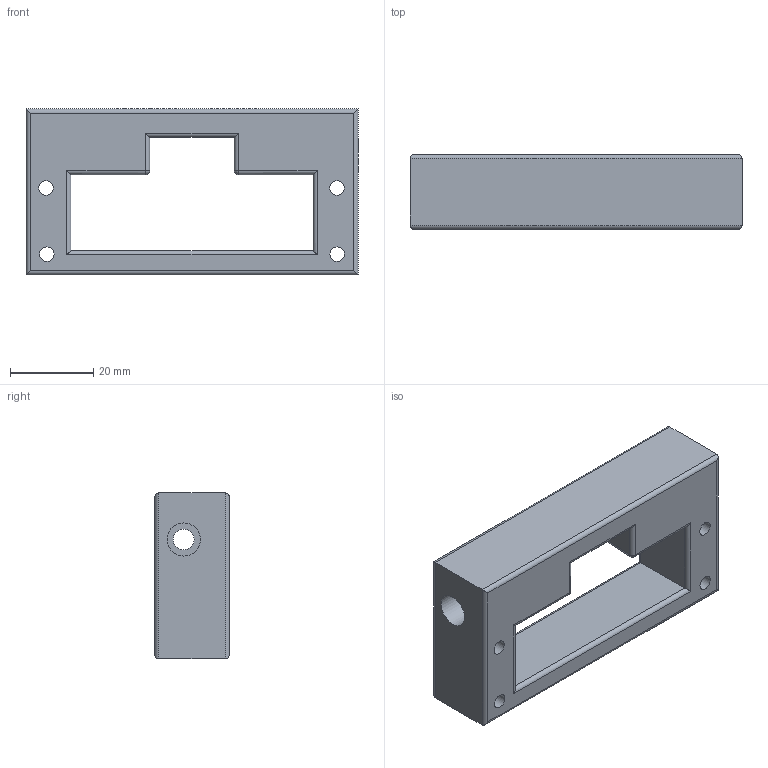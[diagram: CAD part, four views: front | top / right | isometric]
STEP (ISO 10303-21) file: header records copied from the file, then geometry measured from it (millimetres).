
FILE_DESCRIPTION(/* description */ (''),/* implementation_level */ '2;1');
FILE_NAME(/* name */ 'camera mount v4.step',/* time_stamp */ '2020-09-29T14:32:23+09:00',/* author */ (''),/* organization */ (''),/* preprocessor_version */ 'ST-DEVELOPER v18.1',/* originating_system */ 'Autodesk Translation Framework v9.3.0.1241',/* authorisation */ '');
FILE_SCHEMA (('AUTOMOTIVE_DESIGN { 1 0 10303 214 3 1 1 }'));
Length unit declared in the file: millimetre
Products named in the file (1): camera mount
Bounding box: 80 x 18 x 40 mm (x, y, z)
Volume: 30457.2 mm3; surface area: 12837.3 mm2
Topology: 1 solids, 1 shells, 54 faces, 118 edges, 68 vertices
Faces by surface type: cylinder 34, plane 16, sphere 4
Full cylindrical faces by diameter (mm): 3.5 x4, 5 x2, 8 x2
Entity records: 1515 total; most frequent: DIRECTION 276, CARTESIAN_POINT 241, ORIENTED_EDGE 236, EDGE_CURVE 118, AXIS2_PLACEMENT_3D 103, EDGE_LOOP 70, LINE 70, VECTOR 70
